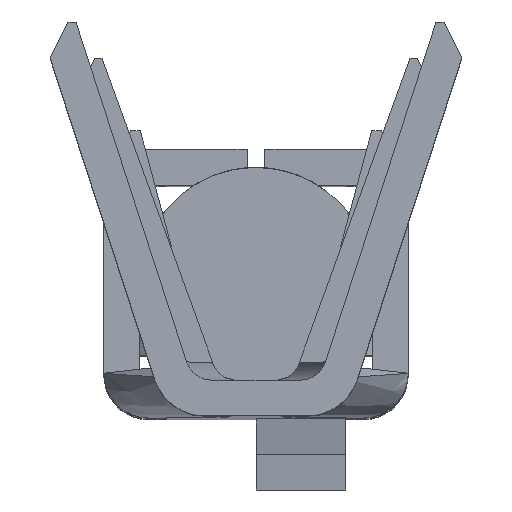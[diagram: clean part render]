
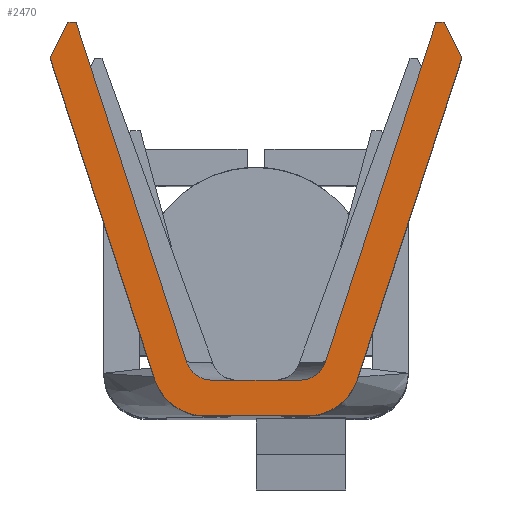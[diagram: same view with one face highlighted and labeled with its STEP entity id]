
A CAD part, top view. The second image highlights one B-rep face of the part: STEP entity #2470.
In plain terms, the highlighted planar face has unit normal (0, 0, 1).
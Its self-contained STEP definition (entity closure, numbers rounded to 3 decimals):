
#968=CARTESIAN_POINT('',(0.282,-0.75,12.1));
#969=VERTEX_POINT('',#968);
#976=CARTESIAN_POINT('',(-0.282,-0.75,12.1));
#977=VERTEX_POINT('',#976);
#978=CARTESIAN_POINT('',(0.282,-0.75,12.1));
#979=DIRECTION('',(-1.,0.,0.));
#980=VECTOR('',#979,0.564);
#981=LINE('',#978,#980);
#982=EDGE_CURVE('',#969,#977,#981,.T.);
#2339=CARTESIAN_POINT('',(-0.389,-0.446,12.1));
#2340=VERTEX_POINT('',#2339);
#2347=CARTESIAN_POINT('',(-0.246,-0.55,12.1));
#2348=VERTEX_POINT('',#2347);
#2349=CARTESIAN_POINT('',(-0.246,-0.4,12.1));
#2350=DIRECTION('',(-0.951,-0.309,0.));
#2351=DIRECTION('',(0.,0.,1.));
#2352=AXIS2_PLACEMENT_3D('',#2349,#2351,#2350);
#2353=CIRCLE('',#2352,0.15);
#2354=EDGE_CURVE('',#2340,#2348,#2353,.T.);
#2366=CARTESIAN_POINT('',(0.6,0.75,12.1));
#2367=DIRECTION('',(1.,0.,0.));
#2368=DIRECTION('',(0.,0.,1.));
#2369=AXIS2_PLACEMENT_3D('',#2366,#2368,#2367);
#2370=PLANE('',#2369);
#2371=ORIENTED_EDGE('',*,*,#982,.F.);
#2372=CARTESIAN_POINT('',(0.568,-0.543,12.1));
#2373=VERTEX_POINT('',#2372);
#2374=CARTESIAN_POINT('',(0.282,-0.45,12.1));
#2375=DIRECTION('',(0.,-1.,0.));
#2376=DIRECTION('',(0.,0.,1.));
#2377=AXIS2_PLACEMENT_3D('',#2374,#2376,#2375);
#2378=CIRCLE('',#2377,0.3);
#2379=EDGE_CURVE('',#969,#2373,#2378,.T.);
#2380=ORIENTED_EDGE('',*,*,#2379,.T.);
#2381=CARTESIAN_POINT('',(1.15,1.25,12.1));
#2382=VERTEX_POINT('',#2381);
#2383=CARTESIAN_POINT('',(0.568,-0.543,12.1));
#2384=DIRECTION('',(0.309,0.951,0.));
#2385=VECTOR('',#2384,1.885);
#2386=LINE('',#2383,#2385);
#2387=EDGE_CURVE('',#2373,#2382,#2386,.T.);
#2388=ORIENTED_EDGE('',*,*,#2387,.T.);
#2389=CARTESIAN_POINT('',(1.05,1.45,12.1));
#2390=VERTEX_POINT('',#2389);
#2391=CARTESIAN_POINT('',(1.15,1.25,12.1));
#2392=DIRECTION('',(-0.447,0.894,0.));
#2393=VECTOR('',#2392,0.224);
#2394=LINE('',#2391,#2393);
#2395=EDGE_CURVE('',#2382,#2390,#2394,.T.);
#2396=ORIENTED_EDGE('',*,*,#2395,.T.);
#2397=CARTESIAN_POINT('',(1.005,1.45,12.1));
#2398=VERTEX_POINT('',#2397);
#2399=CARTESIAN_POINT('',(1.05,1.45,12.1));
#2400=DIRECTION('',(-1.,0.,0.));
#2401=VECTOR('',#2400,0.045);
#2402=LINE('',#2399,#2401);
#2403=EDGE_CURVE('',#2390,#2398,#2402,.T.);
#2404=ORIENTED_EDGE('',*,*,#2403,.T.);
#2405=CARTESIAN_POINT('',(0.389,-0.446,12.1));
#2406=VERTEX_POINT('',#2405);
#2407=CARTESIAN_POINT('',(1.005,1.45,12.1));
#2408=DIRECTION('',(-0.309,-0.951,0.));
#2409=VECTOR('',#2408,1.994);
#2410=LINE('',#2407,#2409);
#2411=EDGE_CURVE('',#2398,#2406,#2410,.T.);
#2412=ORIENTED_EDGE('',*,*,#2411,.T.);
#2413=CARTESIAN_POINT('',(0.246,-0.55,12.1));
#2414=VERTEX_POINT('',#2413);
#2415=CARTESIAN_POINT('',(0.246,-0.4,12.1));
#2416=DIRECTION('',(0.951,-0.309,0.));
#2417=DIRECTION('',(0.,0.,-1.));
#2418=AXIS2_PLACEMENT_3D('',#2415,#2417,#2416);
#2419=CIRCLE('',#2418,0.15);
#2420=EDGE_CURVE('',#2406,#2414,#2419,.T.);
#2421=ORIENTED_EDGE('',*,*,#2420,.T.);
#2422=CARTESIAN_POINT('',(-0.246,-0.55,12.1));
#2423=DIRECTION('',(1.,0.,0.));
#2424=VECTOR('',#2423,0.492);
#2425=LINE('',#2422,#2424);
#2426=EDGE_CURVE('',#2348,#2414,#2425,.T.);
#2427=ORIENTED_EDGE('',*,*,#2426,.F.);
#2428=ORIENTED_EDGE('',*,*,#2354,.F.);
#2429=CARTESIAN_POINT('',(-1.005,1.45,12.1));
#2430=VERTEX_POINT('',#2429);
#2431=CARTESIAN_POINT('',(-0.389,-0.446,12.1));
#2432=DIRECTION('',(-0.309,0.951,0.));
#2433=VECTOR('',#2432,1.994);
#2434=LINE('',#2431,#2433);
#2435=EDGE_CURVE('',#2340,#2430,#2434,.T.);
#2436=ORIENTED_EDGE('',*,*,#2435,.T.);
#2437=CARTESIAN_POINT('',(-1.05,1.45,12.1));
#2438=VERTEX_POINT('',#2437);
#2439=CARTESIAN_POINT('',(-1.005,1.45,12.1));
#2440=DIRECTION('',(-1.,0.,0.));
#2441=VECTOR('',#2440,0.045);
#2442=LINE('',#2439,#2441);
#2443=EDGE_CURVE('',#2430,#2438,#2442,.T.);
#2444=ORIENTED_EDGE('',*,*,#2443,.T.);
#2445=CARTESIAN_POINT('',(-1.15,1.25,12.1));
#2446=VERTEX_POINT('',#2445);
#2447=CARTESIAN_POINT('',(-1.05,1.45,12.1));
#2448=DIRECTION('',(-0.447,-0.894,0.));
#2449=VECTOR('',#2448,0.224);
#2450=LINE('',#2447,#2449);
#2451=EDGE_CURVE('',#2438,#2446,#2450,.T.);
#2452=ORIENTED_EDGE('',*,*,#2451,.T.);
#2453=CARTESIAN_POINT('',(-0.568,-0.543,12.1));
#2454=VERTEX_POINT('',#2453);
#2455=CARTESIAN_POINT('',(-1.15,1.25,12.1));
#2456=DIRECTION('',(0.309,-0.951,0.));
#2457=VECTOR('',#2456,1.885);
#2458=LINE('',#2455,#2457);
#2459=EDGE_CURVE('',#2446,#2454,#2458,.T.);
#2460=ORIENTED_EDGE('',*,*,#2459,.T.);
#2461=CARTESIAN_POINT('',(-0.282,-0.45,12.1));
#2462=DIRECTION('',(-0.951,-0.309,0.));
#2463=DIRECTION('',(0.,0.,1.));
#2464=AXIS2_PLACEMENT_3D('',#2461,#2463,#2462);
#2465=CIRCLE('',#2464,0.3);
#2466=EDGE_CURVE('',#2454,#977,#2465,.T.);
#2467=ORIENTED_EDGE('',*,*,#2466,.T.);
#2468=EDGE_LOOP('',(#2371,#2380,#2388,#2396,#2404,#2412,#2421,#2427,#2428,#2436,#2444,#2452,#2460,#2467));
#2469=FACE_OUTER_BOUND('',#2468,.T.);
#2470=ADVANCED_FACE('',(#2469),#2370,.T.);
